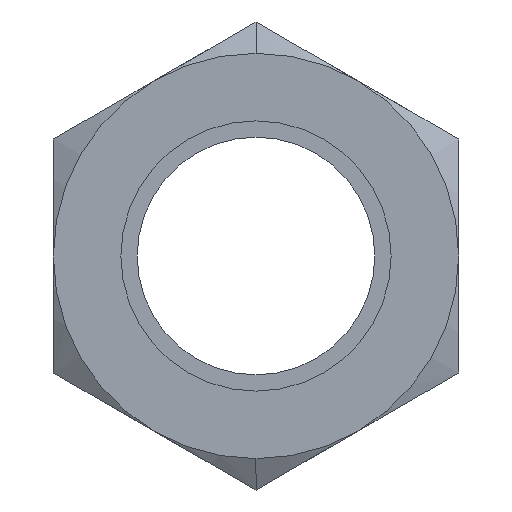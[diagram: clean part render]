
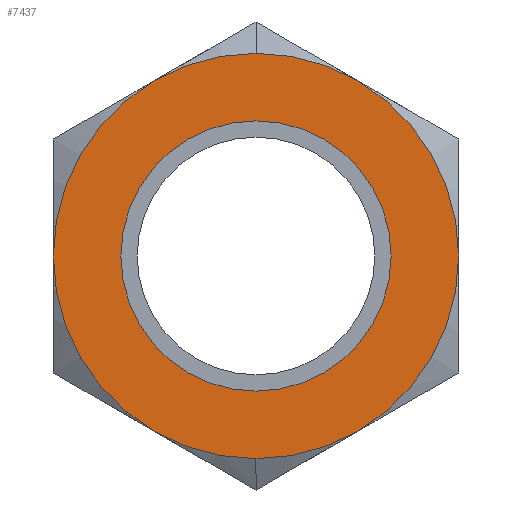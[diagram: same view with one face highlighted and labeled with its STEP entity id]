
A CAD part, left-side view. The second image highlights one B-rep face of the part: STEP entity #7437.
In plain terms, the highlighted planar face has unit normal (-1, 0, 0).
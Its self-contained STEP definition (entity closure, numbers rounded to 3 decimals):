
#18 = AXIS2_PLACEMENT_3D ( 'NONE', #27, #4670, #3709 ) ;
#27 = CARTESIAN_POINT ( 'NONE',  ( 0., 0., 0. ) ) ;
#158 = AXIS2_PLACEMENT_3D ( 'NONE', #3781, #6006, #6817 ) ;
#250 = AXIS2_PLACEMENT_3D ( 'NONE', #434, #8207, #4315 ) ;
#334 = EDGE_CURVE ( 'NONE', #8951, #7924, #883, .T. ) ;
#434 = CARTESIAN_POINT ( 'NONE',  ( 0., 0., 9.525 ) ) ;
#436 = DIRECTION ( 'NONE',  ( 1., 0., 0. ) ) ;
#777 = DIRECTION ( 'NONE',  ( 0., 0., 1. ) ) ;
#883 = CIRCLE ( 'NONE', #6538, 12.7 ) ;
#1051 = CARTESIAN_POINT ( 'NONE',  ( 0., 0., 0. ) ) ;
#1361 = ORIENTED_EDGE ( 'NONE', *, *, #9495, .F. ) ;
#1681 = DIRECTION ( 'NONE',  ( 1., 0., 0. ) ) ;
#2046 = FACE_OUTER_BOUND ( 'NONE', #7723, .T. ) ;
#3008 = EDGE_LOOP ( 'NONE', ( #4378, #3147 ) ) ;
#3147 = ORIENTED_EDGE ( 'NONE', *, *, #334, .T. ) ;
#3606 = FACE_BOUND ( 'NONE', #3008, .T. ) ;
#3709 = DIRECTION ( 'NONE',  ( 0., 0., 1. ) ) ;
#3781 = CARTESIAN_POINT ( 'NONE',  ( 0., 0., 0. ) ) ;
#4265 = ORIENTED_EDGE ( 'NONE', *, *, #5375, .F. ) ;
#4315 = DIRECTION ( 'NONE',  ( 0., 0., 1. ) ) ;
#4378 = ORIENTED_EDGE ( 'NONE', *, *, #9962, .T. ) ;
#4535 = AXIS2_PLACEMENT_3D ( 'NONE', #1051, #436, #7165 ) ;
#4663 = CARTESIAN_POINT ( 'NONE',  ( 0., 0., 0. ) ) ;
#4670 = DIRECTION ( 'NONE',  ( 1., 0., 0. ) ) ;
#5375 = EDGE_CURVE ( 'NONE', #8475, #6571, #8536, .T. ) ;
#6006 = DIRECTION ( 'NONE',  ( 1., 0., 0. ) ) ;
#6308 = CIRCLE ( 'NONE', #18, 19.05 ) ;
#6371 = CARTESIAN_POINT ( 'NONE',  ( 0., 0., 19.05 ) ) ;
#6538 = AXIS2_PLACEMENT_3D ( 'NONE', #4663, #1681, #777 ) ;
#6553 = PLANE ( 'NONE',  #250 ) ;
#6571 = VERTEX_POINT ( 'NONE', #6371 ) ;
#6817 = DIRECTION ( 'NONE',  ( 0., 0., -1. ) ) ;
#7165 = DIRECTION ( 'NONE',  ( 0., 0., -1. ) ) ;
#7437 = ADVANCED_FACE ( 'NONE', ( #3606, #2046 ), #6553, .T. ) ;
#7632 = CARTESIAN_POINT ( 'NONE',  ( 0., 0., -12.7 ) ) ;
#7723 = EDGE_LOOP ( 'NONE', ( #1361, #4265 ) ) ;
#7924 = VERTEX_POINT ( 'NONE', #7632 ) ;
#8207 = DIRECTION ( 'NONE',  ( -1., 0., 0. ) ) ;
#8475 = VERTEX_POINT ( 'NONE', #8867 ) ;
#8536 = CIRCLE ( 'NONE', #158, 19.05 ) ;
#8867 = CARTESIAN_POINT ( 'NONE',  ( 0., 0., -19.05 ) ) ;
#8951 = VERTEX_POINT ( 'NONE', #9807 ) ;
#9358 = CIRCLE ( 'NONE', #4535, 12.7 ) ;
#9495 = EDGE_CURVE ( 'NONE', #6571, #8475, #6308, .T. ) ;
#9807 = CARTESIAN_POINT ( 'NONE',  ( 0., 0., 12.7 ) ) ;
#9962 = EDGE_CURVE ( 'NONE', #7924, #8951, #9358, .T. ) ;
